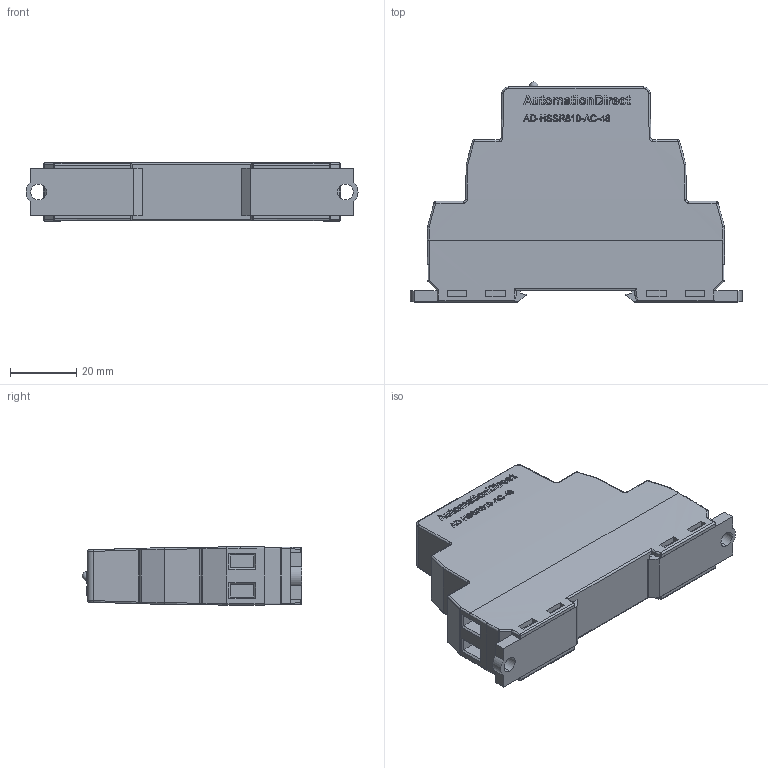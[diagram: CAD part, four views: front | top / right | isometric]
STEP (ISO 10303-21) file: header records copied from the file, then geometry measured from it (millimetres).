
FILE_DESCRIPTION (( 'STEP AP214' ), '1' );
FILE_NAME ('AD-HSSR810-AC-48.STEP', '2013-11-26T20:15:30', ( '' ), ( '' ), 'SwSTEP 2.0', 'SolidWorks 2013', '' );
FILE_SCHEMA (( 'AUTOMOTIVE_DESIGN' ));
Length unit declared in the file: inch
Products named in the file (1): AD-HSSR810-AC-48
Bounding box: 100.38 x 66.51 x 17.59 mm (x, y, z)
Volume: 77421.9 mm3; surface area: 16487 mm2
Topology: 35 solids, 35 shells, 1271 faces, 3321 edges, 2170 vertices
Faces by surface type: plane 710, bspline 474, cylinder 65, torus 21, sphere 1
Entity records: 76934 total; most frequent: CARTESIAN_POINT 32688, ORIENTED_EDGE 6614, DIRECTION 4079, EDGE_CURVE 3307, VERTEX_POINT 2169, VECTOR 2083, LINE 2083, EDGE_LOOP 1378
